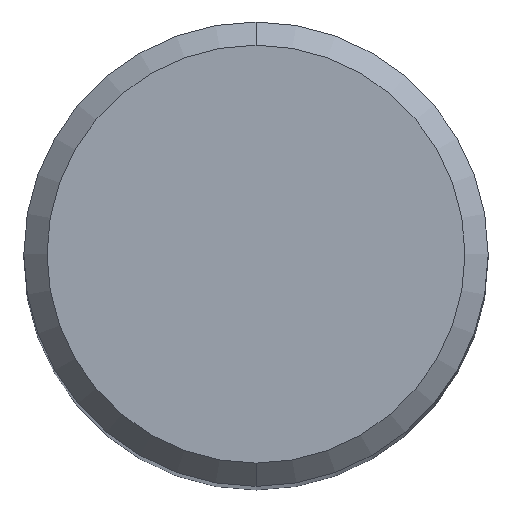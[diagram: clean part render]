
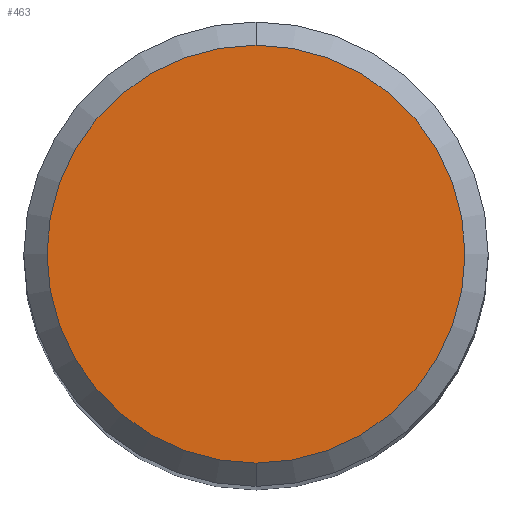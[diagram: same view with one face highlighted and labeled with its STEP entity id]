
A CAD part, top view. The second image highlights one B-rep face of the part: STEP entity #463.
In plain terms, the highlighted planar face has unit normal (0, 0, 1).
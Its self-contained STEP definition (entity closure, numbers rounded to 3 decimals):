
#189=VERTEX_POINT('',#496);
#367=EDGE_CURVE('',#453,#189,#691,.T.);
#413=EDGE_CURVE('',#189,#453,#743,.T.);
#453=VERTEX_POINT('',#787);
#463=ADVANCED_FACE('',(#799),#800,.T.);
#496=CARTESIAN_POINT('',(0.0,3.6,0.0));
#691=CIRCLE('',#1269,3.6);
#743=CIRCLE('',#1361,3.6);
#787=CARTESIAN_POINT('',(0.,-3.6,0.0));
#799=FACE_OUTER_BOUND('',#1454,.T.);
#800=PLANE('',#1455);
#1269=AXIS2_PLACEMENT_3D('',#1673,#1674,#1675);
#1361=AXIS2_PLACEMENT_3D('',#1735,#1736,#1737);
#1454=EDGE_LOOP('',(#1812,#1813));
#1455=AXIS2_PLACEMENT_3D('',#1814,#1815,#1816);
#1673=CARTESIAN_POINT('',(0.0,0.0,0.0));
#1674=DIRECTION('',(0.0,0.0,-1.0));
#1675=DIRECTION('',(0.0,1.0,0.0));
#1735=CARTESIAN_POINT('',(0.0,0.0,0.0));
#1736=DIRECTION('',(0.0,0.0,-1.0));
#1737=DIRECTION('',(0.0,1.0,0.0));
#1812=ORIENTED_EDGE('',*,*,#413,.F.);
#1813=ORIENTED_EDGE('',*,*,#367,.F.);
#1814=CARTESIAN_POINT('',(0.0,1.8,0.0));
#1815=DIRECTION('',(-0.0,0.0,1.0));
#1816=DIRECTION('',(0.0,-1.0,0.0));
